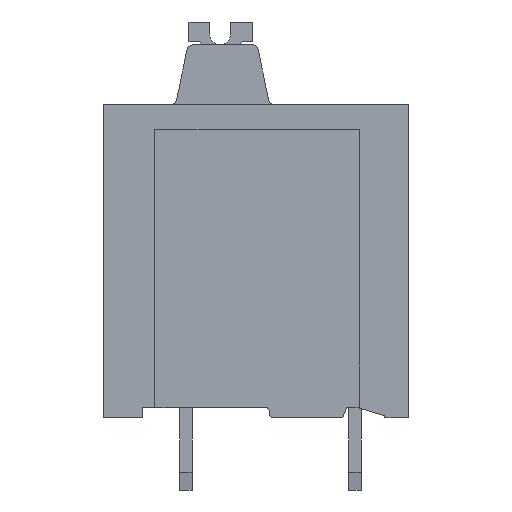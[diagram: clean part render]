
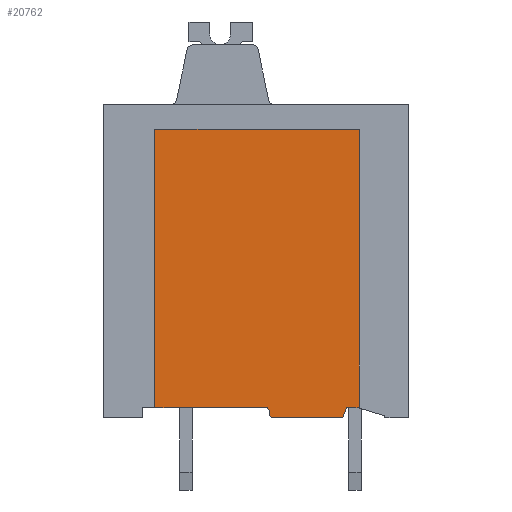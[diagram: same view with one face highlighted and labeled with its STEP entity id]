
A CAD part, left-side view. The second image highlights one B-rep face of the part: STEP entity #20762.
In plain terms, the highlighted planar face has unit normal (-1, 0, 0).
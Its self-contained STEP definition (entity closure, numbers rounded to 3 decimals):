
#8814=AXIS2_PLACEMENT_3D('Plane Axis2P3D',#8811,#8812,#8813) ;
#16757=AXIS2_PLACEMENT_3D('Circle Axis2P3D',#16755,#16756,$) ;
#16812=AXIS2_PLACEMENT_3D('Circle Axis2P3D',#16810,#16811,$) ;
#8811=CARTESIAN_POINT('Axis2P3D Location',(1.1,2.4,0.)) ;
#16630=CARTESIAN_POINT('Vertex',(1.1,2.5,4.)) ;
#16642=CARTESIAN_POINT('Vertex',(1.1,2.4,3.97)) ;
#16645=CARTESIAN_POINT('Line Origine',(1.1,2.45,3.985)) ;
#16726=CARTESIAN_POINT('Vertex',(1.1,6.95,4.)) ;
#16729=CARTESIAN_POINT('Line Origine',(1.1,9.625,4.)) ;
#16733=CARTESIAN_POINT('Vertex',(1.1,12.3,4.)) ;
#16755=CARTESIAN_POINT('Axis2P3D Location',(1.1,6.95,3.8)) ;
#16759=CARTESIAN_POINT('Vertex',(1.1,6.75,3.8)) ;
#16783=CARTESIAN_POINT('Vertex',(1.1,6.75,3.7)) ;
#16786=CARTESIAN_POINT('Line Origine',(1.1,6.75,3.75)) ;
#16807=CARTESIAN_POINT('Vertex',(1.1,6.55,3.5)) ;
#16810=CARTESIAN_POINT('Axis2P3D Location',(1.1,6.55,3.7)) ;
#16826=CARTESIAN_POINT('Vertex',(1.1,3.2,3.5)) ;
#16829=CARTESIAN_POINT('Line Origine',(1.1,4.875,3.5)) ;
#16850=CARTESIAN_POINT('Vertex',(1.1,3.,4.)) ;
#16853=CARTESIAN_POINT('Line Origine',(1.1,3.1,3.75)) ;
#16865=CARTESIAN_POINT('Line Origine',(1.1,2.75,4.)) ;
#16882=CARTESIAN_POINT('Line Origine',(1.1,12.3,10.75)) ;
#16886=CARTESIAN_POINT('Vertex',(1.1,12.3,17.5)) ;
#16906=CARTESIAN_POINT('Line Origine',(1.1,7.35,17.5)) ;
#16910=CARTESIAN_POINT('Vertex',(1.1,2.4,17.5)) ;
#16930=CARTESIAN_POINT('Line Origine',(1.1,2.4,10.735)) ;
#8812=DIRECTION('Axis2P3D Direction',(1.,0.,0.)) ;
#8813=DIRECTION('Axis2P3D XDirection',(0.,1.,0.)) ;
#16646=DIRECTION('Vector Direction',(0.,-0.959,-0.284)) ;
#16730=DIRECTION('Vector Direction',(0.,1.,0.)) ;
#16756=DIRECTION('Axis2P3D Direction',(-1.,0.,0.)) ;
#16787=DIRECTION('Vector Direction',(0.,0.,1.)) ;
#16811=DIRECTION('Axis2P3D Direction',(-1.,0.,0.)) ;
#16830=DIRECTION('Vector Direction',(0.,1.,0.)) ;
#16854=DIRECTION('Vector Direction',(0.,0.371,-0.928)) ;
#16866=DIRECTION('Vector Direction',(0.,1.,0.)) ;
#16883=DIRECTION('Vector Direction',(0.,0.,1.)) ;
#16907=DIRECTION('Vector Direction',(0.,1.,0.)) ;
#16931=DIRECTION('Vector Direction',(0.,0.,1.)) ;
#16647=VECTOR('Line Direction',#16646,1.) ;
#16731=VECTOR('Line Direction',#16730,1.) ;
#16788=VECTOR('Line Direction',#16787,1.) ;
#16831=VECTOR('Line Direction',#16830,1.) ;
#16855=VECTOR('Line Direction',#16854,1.) ;
#16867=VECTOR('Line Direction',#16866,1.) ;
#16884=VECTOR('Line Direction',#16883,1.) ;
#16908=VECTOR('Line Direction',#16907,1.) ;
#16932=VECTOR('Line Direction',#16931,1.) ;
#20750=ORIENTED_EDGE('',*,*,#16735,.F.) ;
#20751=ORIENTED_EDGE('',*,*,#16761,.T.) ;
#20752=ORIENTED_EDGE('',*,*,#16790,.F.) ;
#20753=ORIENTED_EDGE('',*,*,#16814,.F.) ;
#20754=ORIENTED_EDGE('',*,*,#16833,.F.) ;
#20755=ORIENTED_EDGE('',*,*,#16857,.F.) ;
#20756=ORIENTED_EDGE('',*,*,#16869,.F.) ;
#20757=ORIENTED_EDGE('',*,*,#16649,.T.) ;
#20758=ORIENTED_EDGE('',*,*,#16934,.T.) ;
#20759=ORIENTED_EDGE('',*,*,#16912,.T.) ;
#20760=ORIENTED_EDGE('',*,*,#16888,.F.) ;
#20762=ADVANCED_FACE('_LMF 5.00/23/180  3.5SN OR BX 1330410000',(#20761),#8815,.F.) ;
#16758=CIRCLE('generated circle',#16757,0.2) ;
#16813=CIRCLE('generated circle',#16812,0.2) ;
#16649=EDGE_CURVE('',#16631,#16643,#16648,.T.) ;
#16735=EDGE_CURVE('',#16727,#16734,#16732,.T.) ;
#16761=EDGE_CURVE('',#16727,#16760,#16758,.F.) ;
#16790=EDGE_CURVE('',#16784,#16760,#16789,.T.) ;
#16814=EDGE_CURVE('',#16808,#16784,#16813,.F.) ;
#16833=EDGE_CURVE('',#16827,#16808,#16832,.T.) ;
#16857=EDGE_CURVE('',#16851,#16827,#16856,.T.) ;
#16869=EDGE_CURVE('',#16631,#16851,#16868,.T.) ;
#16888=EDGE_CURVE('',#16734,#16887,#16885,.T.) ;
#16912=EDGE_CURVE('',#16911,#16887,#16909,.T.) ;
#16934=EDGE_CURVE('',#16643,#16911,#16933,.T.) ;
#20749=EDGE_LOOP('',(#20750,#20751,#20752,#20753,#20754,#20755,#20756,#20757,#20758,#20759,#20760)) ;
#20761=FACE_OUTER_BOUND('',#20749,.T.) ;
#16648=LINE('Line',#16645,#16647) ;
#16732=LINE('Line',#16729,#16731) ;
#16789=LINE('Line',#16786,#16788) ;
#16832=LINE('Line',#16829,#16831) ;
#16856=LINE('Line',#16853,#16855) ;
#16868=LINE('Line',#16865,#16867) ;
#16885=LINE('Line',#16882,#16884) ;
#16909=LINE('Line',#16906,#16908) ;
#16933=LINE('Line',#16930,#16932) ;
#8815=PLANE('',#8814) ;
#16631=VERTEX_POINT('',#16630) ;
#16643=VERTEX_POINT('',#16642) ;
#16727=VERTEX_POINT('',#16726) ;
#16734=VERTEX_POINT('',#16733) ;
#16760=VERTEX_POINT('',#16759) ;
#16784=VERTEX_POINT('',#16783) ;
#16808=VERTEX_POINT('',#16807) ;
#16827=VERTEX_POINT('',#16826) ;
#16851=VERTEX_POINT('',#16850) ;
#16887=VERTEX_POINT('',#16886) ;
#16911=VERTEX_POINT('',#16910) ;
